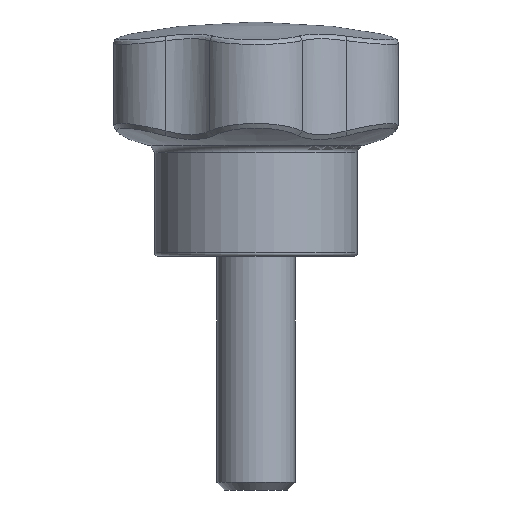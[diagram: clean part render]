
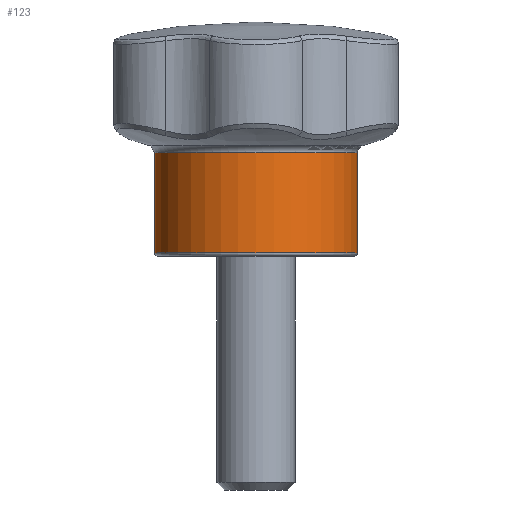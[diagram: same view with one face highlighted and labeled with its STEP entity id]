
A CAD part, front view. The second image highlights one B-rep face of the part: STEP entity #123.
In plain terms, the highlighted cylindrical face has radius 6.5 mm (diameter 13 mm), a full revolution.
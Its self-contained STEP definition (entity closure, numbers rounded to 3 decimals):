
#123 = ADVANCED_FACE( '', ( #264, #265 ), #266, .T. );
#264 = FACE_OUTER_BOUND( '', #1661, .T. );
#265 = FACE_OUTER_BOUND( '', #1662, .T. );
#266 = CYLINDRICAL_SURFACE( '', #1663, 6.5 );
#1661 = EDGE_LOOP( '', ( #2523 ) );
#1662 = EDGE_LOOP( '', ( #2524 ) );
#1663 = AXIS2_PLACEMENT_3D( '', #2525, #2526, #2527 );
#2523 = ORIENTED_EDGE( '', *, *, #2762, .T. );
#2524 = ORIENTED_EDGE( '', *, *, #2729, .T. );
#2525 = CARTESIAN_POINT( '', ( 0., 0., 15. ) );
#2526 = DIRECTION( '', ( 0., 0., -1. ) );
#2527 = DIRECTION( '', ( 1., 0., 0. ) );
#2729 = EDGE_CURVE( '', #2915, #2915, #2916, .T. );
#2762 = EDGE_CURVE( '', #2956, #2956, #2957, .F. );
#2915 = VERTEX_POINT( '', #3985 );
#2916 = CIRCLE( '', #3986, 6.5 );
#2956 = VERTEX_POINT( '', #4424 );
#2957 = CIRCLE( '', #4425, 6.5 );
#3985 = CARTESIAN_POINT( '', ( 6.5, 0., 0.2 ) );
#3986 = AXIS2_PLACEMENT_3D( '', #4827, #4828, #4829 );
#4424 = CARTESIAN_POINT( '', ( 6.5, 0., 6.609 ) );
#4425 = AXIS2_PLACEMENT_3D( '', #4846, #4847, #4848 );
#4827 = CARTESIAN_POINT( '', ( 0., 0., 0.2 ) );
#4828 = DIRECTION( '', ( 0., 0., 1. ) );
#4829 = DIRECTION( '', ( 1., 0., 0. ) );
#4846 = CARTESIAN_POINT( '', ( 0., 0., 6.609 ) );
#4847 = DIRECTION( '', ( 0., 0., 1. ) );
#4848 = DIRECTION( '', ( 1., 0., 0. ) );
